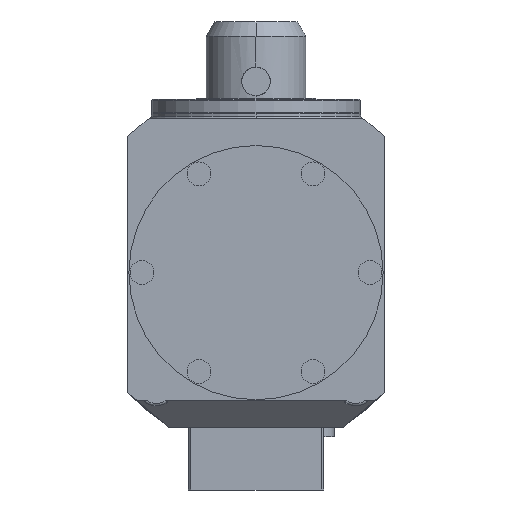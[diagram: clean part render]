
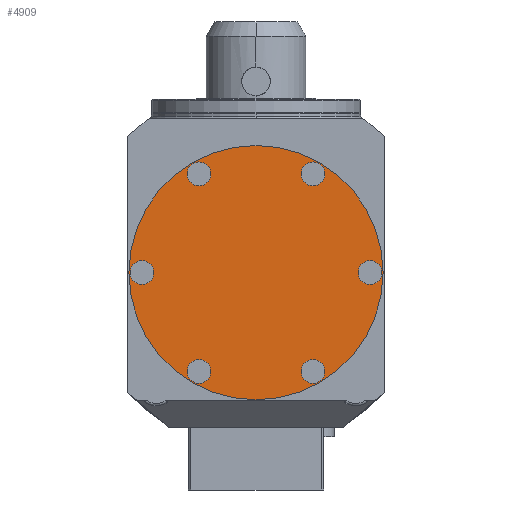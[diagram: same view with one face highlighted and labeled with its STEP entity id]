
A CAD part, left-side view. The second image highlights one B-rep face of the part: STEP entity #4909.
In plain terms, the highlighted planar face has unit normal (-1, 0, 0).
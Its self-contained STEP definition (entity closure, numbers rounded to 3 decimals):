
#669=CARTESIAN_POINT('',(-138.,0.,0.));
#670=DIRECTION('',(-1.,0.,0.));
#671=DIRECTION('',(0.,0.,1.));
#672=AXIS2_PLACEMENT_3D('',#669,#670,#671);
#678=CARTESIAN_POINT('',(-138.,0.,0.));
#679=DIRECTION('',(1.,0.,0.));
#680=DIRECTION('',(0.,0.,1.));
#681=AXIS2_PLACEMENT_3D('',#678,#679,#680);
#687=CARTESIAN_POINT('',(-138.,-24.,41.569));
#688=DIRECTION('',(1.,0.,0.));
#689=DIRECTION('',(0.,0.,1.));
#690=AXIS2_PLACEMENT_3D('',#687,#688,#689);
#692=CARTESIAN_POINT('',(-138.,-24.,41.569));
#693=DIRECTION('',(1.,0.,0.));
#694=DIRECTION('',(0.,0.,-1.));
#695=AXIS2_PLACEMENT_3D('',#692,#693,#694);
#697=CARTESIAN_POINT('',(-138.,24.,41.569));
#698=DIRECTION('',(1.,0.,0.));
#699=DIRECTION('',(0.,0.,1.));
#700=AXIS2_PLACEMENT_3D('',#697,#698,#699);
#702=CARTESIAN_POINT('',(-138.,24.,41.569));
#703=DIRECTION('',(1.,0.,0.));
#704=DIRECTION('',(0.,0.,-1.));
#705=AXIS2_PLACEMENT_3D('',#702,#703,#704);
#707=CARTESIAN_POINT('',(-138.,48.,0.));
#708=DIRECTION('',(1.,0.,0.));
#709=DIRECTION('',(0.,0.,1.));
#710=AXIS2_PLACEMENT_3D('',#707,#708,#709);
#712=CARTESIAN_POINT('',(-138.,48.,0.));
#713=DIRECTION('',(1.,0.,0.));
#714=DIRECTION('',(0.,0.,-1.));
#715=AXIS2_PLACEMENT_3D('',#712,#713,#714);
#717=CARTESIAN_POINT('',(-138.,24.,-41.569));
#718=DIRECTION('',(1.,0.,0.));
#719=DIRECTION('',(0.,0.,1.));
#720=AXIS2_PLACEMENT_3D('',#717,#718,#719);
#722=CARTESIAN_POINT('',(-138.,24.,-41.569));
#723=DIRECTION('',(1.,0.,0.));
#724=DIRECTION('',(0.,0.,-1.));
#725=AXIS2_PLACEMENT_3D('',#722,#723,#724);
#727=CARTESIAN_POINT('',(-138.,-24.,-41.569));
#728=DIRECTION('',(1.,0.,0.));
#729=DIRECTION('',(0.,0.,1.));
#730=AXIS2_PLACEMENT_3D('',#727,#728,#729);
#732=CARTESIAN_POINT('',(-138.,-24.,-41.569));
#733=DIRECTION('',(1.,0.,0.));
#734=DIRECTION('',(0.,0.,-1.));
#735=AXIS2_PLACEMENT_3D('',#732,#733,#734);
#737=CARTESIAN_POINT('',(-138.,-48.,0.));
#738=DIRECTION('',(1.,0.,0.));
#739=DIRECTION('',(0.,0.,1.));
#740=AXIS2_PLACEMENT_3D('',#737,#738,#739);
#742=CARTESIAN_POINT('',(-138.,-48.,0.));
#743=DIRECTION('',(1.,0.,0.));
#744=DIRECTION('',(0.,0.,-1.));
#745=AXIS2_PLACEMENT_3D('',#742,#743,#744);
#3815=CARTESIAN_POINT('',(-138.,0.,53.5));
#3816=CARTESIAN_POINT('',(-138.,0.,-53.5));
#3817=VERTEX_POINT('',#3815);
#3818=VERTEX_POINT('',#3816);
#3827=CARTESIAN_POINT('',(-138.,-24.,46.569));
#3828=CARTESIAN_POINT('',(-138.,-24.,36.569));
#3829=VERTEX_POINT('',#3827);
#3830=VERTEX_POINT('',#3828);
#3835=CARTESIAN_POINT('',(-138.,24.,46.569));
#3836=CARTESIAN_POINT('',(-138.,24.,36.569));
#3837=VERTEX_POINT('',#3835);
#3838=VERTEX_POINT('',#3836);
#3843=CARTESIAN_POINT('',(-138.,48.,5.));
#3844=CARTESIAN_POINT('',(-138.,48.,-5.));
#3845=VERTEX_POINT('',#3843);
#3846=VERTEX_POINT('',#3844);
#3851=CARTESIAN_POINT('',(-138.,24.,-36.569));
#3852=CARTESIAN_POINT('',(-138.,24.,-46.569));
#3853=VERTEX_POINT('',#3851);
#3854=VERTEX_POINT('',#3852);
#3859=CARTESIAN_POINT('',(-138.,-24.,-36.569));
#3860=CARTESIAN_POINT('',(-138.,-24.,-46.569));
#3861=VERTEX_POINT('',#3859);
#3862=VERTEX_POINT('',#3860);
#3867=CARTESIAN_POINT('',(-138.,-48.,5.));
#3868=CARTESIAN_POINT('',(-138.,-48.,-5.));
#3869=VERTEX_POINT('',#3867);
#3870=VERTEX_POINT('',#3868);
#4864=CARTESIAN_POINT('',(-138.,0.,0.));
#4865=DIRECTION('',(-1.,0.,0.));
#4866=DIRECTION('',(0.,0.,-1.));
#4867=AXIS2_PLACEMENT_3D('',#4864,#4865,#4866);
#4868=PLANE('',#4867);
#4869=ORIENTED_EDGE('',*,*,#4858,.T.);
#4870=ORIENTED_EDGE('',*,*,#4844,.F.);
#4871=EDGE_LOOP('',(#4869,#4870));
#4872=FACE_OUTER_BOUND('',#4871,.F.);
#4874=ORIENTED_EDGE('',*,*,#4873,.F.);
#4876=ORIENTED_EDGE('',*,*,#4875,.F.);
#4877=EDGE_LOOP('',(#4874,#4876));
#4878=FACE_BOUND('',#4877,.F.);
#4880=ORIENTED_EDGE('',*,*,#4879,.F.);
#4882=ORIENTED_EDGE('',*,*,#4881,.F.);
#4883=EDGE_LOOP('',(#4880,#4882));
#4884=FACE_BOUND('',#4883,.F.);
#4886=ORIENTED_EDGE('',*,*,#4885,.F.);
#4888=ORIENTED_EDGE('',*,*,#4887,.F.);
#4889=EDGE_LOOP('',(#4886,#4888));
#4890=FACE_BOUND('',#4889,.F.);
#4892=ORIENTED_EDGE('',*,*,#4891,.F.);
#4894=ORIENTED_EDGE('',*,*,#4893,.F.);
#4895=EDGE_LOOP('',(#4892,#4894));
#4896=FACE_BOUND('',#4895,.F.);
#4898=ORIENTED_EDGE('',*,*,#4897,.F.);
#4900=ORIENTED_EDGE('',*,*,#4899,.F.);
#4901=EDGE_LOOP('',(#4898,#4900));
#4902=FACE_BOUND('',#4901,.F.);
#4904=ORIENTED_EDGE('',*,*,#4903,.F.);
#4906=ORIENTED_EDGE('',*,*,#4905,.F.);
#4907=EDGE_LOOP('',(#4904,#4906));
#4908=FACE_BOUND('',#4907,.F.);
#4909=ADVANCED_FACE('',(#4872,#4878,#4884,#4890,#4896,#4902,#4908),#4868,.T.);
#673=CIRCLE('',#672,53.5);
#682=CIRCLE('',#681,53.5);
#691=CIRCLE('',#690,5.);
#696=CIRCLE('',#695,5.);
#701=CIRCLE('',#700,5.);
#706=CIRCLE('',#705,5.);
#711=CIRCLE('',#710,5.);
#716=CIRCLE('',#715,5.);
#721=CIRCLE('',#720,5.);
#726=CIRCLE('',#725,5.);
#731=CIRCLE('',#730,5.);
#736=CIRCLE('',#735,5.);
#741=CIRCLE('',#740,5.);
#746=CIRCLE('',#745,5.);
#4844=EDGE_CURVE('',#3817,#3818,#673,.T.);
#4858=EDGE_CURVE('',#3817,#3818,#682,.T.);
#4873=EDGE_CURVE('',#3829,#3830,#691,.T.);
#4875=EDGE_CURVE('',#3830,#3829,#696,.T.);
#4879=EDGE_CURVE('',#3837,#3838,#701,.T.);
#4881=EDGE_CURVE('',#3838,#3837,#706,.T.);
#4885=EDGE_CURVE('',#3845,#3846,#711,.T.);
#4887=EDGE_CURVE('',#3846,#3845,#716,.T.);
#4891=EDGE_CURVE('',#3853,#3854,#721,.T.);
#4893=EDGE_CURVE('',#3854,#3853,#726,.T.);
#4897=EDGE_CURVE('',#3861,#3862,#731,.T.);
#4899=EDGE_CURVE('',#3862,#3861,#736,.T.);
#4903=EDGE_CURVE('',#3869,#3870,#741,.T.);
#4905=EDGE_CURVE('',#3870,#3869,#746,.T.);
